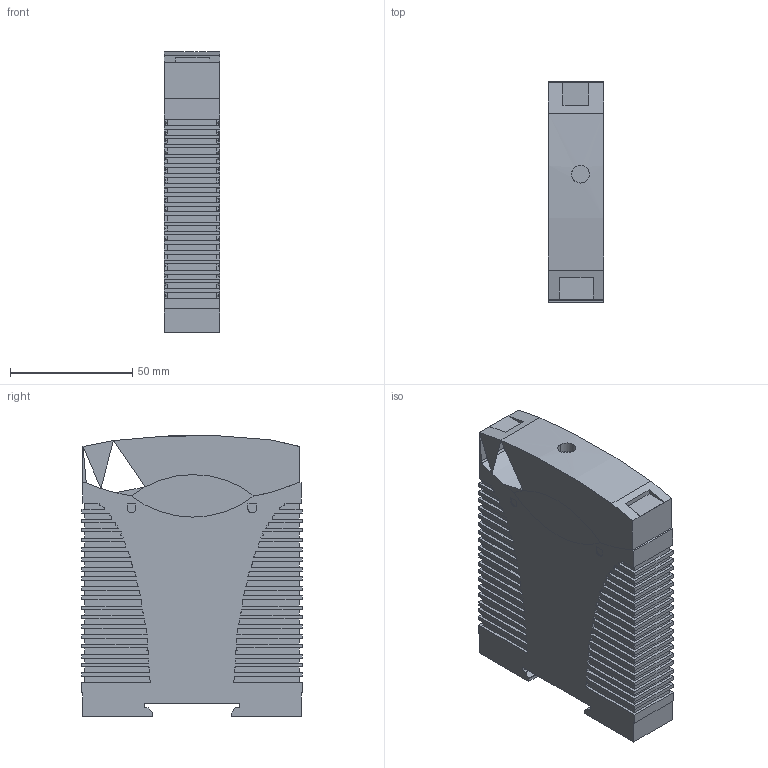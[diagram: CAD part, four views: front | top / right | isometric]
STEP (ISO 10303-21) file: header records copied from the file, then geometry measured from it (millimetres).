
FILE_DESCRIPTION((''),'2;1');
FILE_NAME('3d_PSL100524.stp','2012-10-10T14:29:27',(''),(''),'Mechanical Desktop 2011','Mechanical Desktop 2011',', , ');
FILE_SCHEMA(('CONFIG_CONTROL_DESIGN'));
Length unit declared in the file: millimetre
Products named in the file (1): Product
Bounding box: 22.5 x 90 x 114.68 mm (x, y, z)
Volume: 216910.1 mm3; surface area: 41967.4 mm2
Topology: 3 solids, 3 shells, 761 faces, 2242 edges, 1492 vertices
Faces by surface type: plane 471, bspline 275, cylinder 15
Entity records: 25034 total; most frequent: CARTESIAN_POINT 5443, ORIENTED_EDGE 4484, DIRECTION 3251, EDGE_CURVE 2242, VECTOR 2203, LINE 2203, VERTEX_POINT 1492, EDGE_LOOP 766
